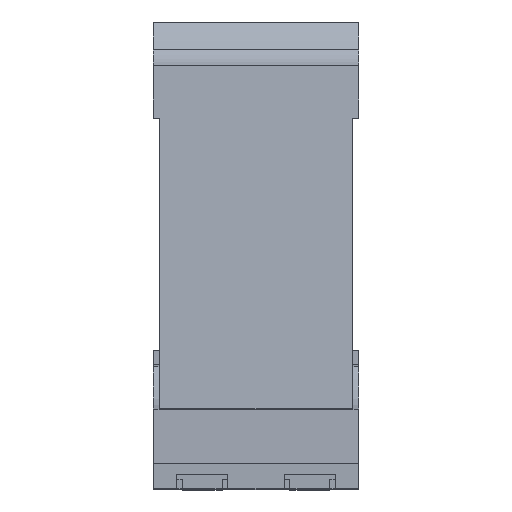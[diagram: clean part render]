
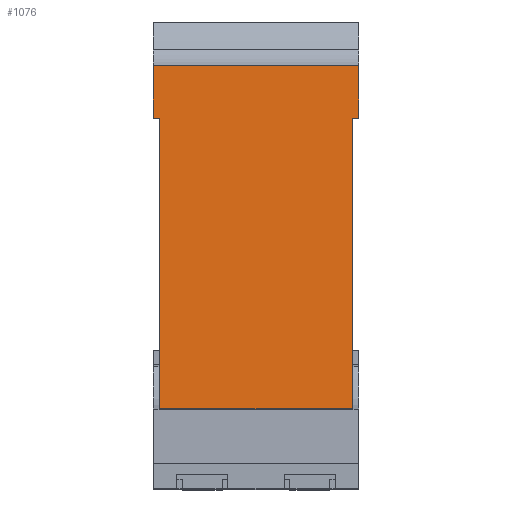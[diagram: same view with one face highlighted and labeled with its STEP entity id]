
A CAD part, top view. The second image highlights one B-rep face of the part: STEP entity #1076.
In plain terms, the highlighted planar face has unit normal (0, 0.064, 0.998).
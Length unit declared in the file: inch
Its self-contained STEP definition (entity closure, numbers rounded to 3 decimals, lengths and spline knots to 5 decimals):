
#44 = EDGE_CURVE ( 'NONE', #1359, #2616, #1182, .T. ) ;
#103 = EDGE_LOOP ( 'NONE', ( #2652, #2390, #1406, #1243, #188, #2051, #980, #725 ) ) ;
#161 = CARTESIAN_POINT ( 'NONE',  ( -1.28937, 0.41929, 3.54509 ) ) ;
#188 = ORIENTED_EDGE ( 'NONE', *, *, #2843, .F. ) ;
#211 = LINE ( 'NONE', #3473, #3133 ) ;
#229 = DIRECTION ( 'NONE',  ( 0., 0.998, -0.064 ) ) ;
#287 = DIRECTION ( 'NONE',  ( 0., -0.998, 0.064 ) ) ;
#339 = PLANE ( 'NONE',  #614 ) ;
#438 = VECTOR ( 'NONE', #3386, 39.37008 ) ;
#594 = CARTESIAN_POINT ( 'NONE',  ( -1.28937, -3.47799, 3.79521 ) ) ;
#614 = AXIS2_PLACEMENT_3D ( 'NONE', #594, #3237, #287 ) ;
#725 = ORIENTED_EDGE ( 'NONE', *, *, #2026, .F. ) ;
#767 = CARTESIAN_POINT ( 'NONE',  ( -1.37795, 1.12961, 3.49951 ) ) ;
#907 = DIRECTION ( 'NONE',  ( 0., -0.998, 0.064 ) ) ;
#931 = CARTESIAN_POINT ( 'NONE',  ( -1.28937, 1.12961, 3.49951 ) ) ;
#932 = VERTEX_POINT ( 'NONE', #767 ) ;
#967 = EDGE_CURVE ( 'NONE', #2380, #932, #3166, .T. ) ;
#980 = ORIENTED_EDGE ( 'NONE', *, *, #3358, .F. ) ;
#1076 = ADVANCED_FACE ( 'NONE', ( #2165 ), #339, .F. ) ;
#1081 = CARTESIAN_POINT ( 'NONE',  ( 1.37795, 1.12961, 3.49951 ) ) ;
#1100 = LINE ( 'NONE', #2737, #2799 ) ;
#1135 = CARTESIAN_POINT ( 'NONE',  ( 1.28937, 0.41929, 3.54509 ) ) ;
#1162 = CARTESIAN_POINT ( 'NONE',  ( -1.28937, 0.41929, 3.54509 ) ) ;
#1179 = LINE ( 'NONE', #2255, #3474 ) ;
#1182 = LINE ( 'NONE', #2482, #3131 ) ;
#1243 = ORIENTED_EDGE ( 'NONE', *, *, #44, .T. ) ;
#1271 = CARTESIAN_POINT ( 'NONE',  ( 1.28937, -3.47799, 3.79521 ) ) ;
#1359 = VERTEX_POINT ( 'NONE', #2102 ) ;
#1406 = ORIENTED_EDGE ( 'NONE', *, *, #3055, .F. ) ;
#1409 = VERTEX_POINT ( 'NONE', #1081 ) ;
#1565 = VECTOR ( 'NONE', #2319, 39.37008 ) ;
#1572 = LINE ( 'NONE', #2354, #1565 ) ;
#1750 = LINE ( 'NONE', #161, #2407 ) ;
#1825 = VERTEX_POINT ( 'NONE', #1135 ) ;
#2007 = VERTEX_POINT ( 'NONE', #2857 ) ;
#2026 = EDGE_CURVE ( 'NONE', #932, #1409, #2275, .T. ) ;
#2036 = EDGE_CURVE ( 'NONE', #2007, #1825, #1750, .T. ) ;
#2051 = ORIENTED_EDGE ( 'NONE', *, *, #2036, .F. ) ;
#2102 = CARTESIAN_POINT ( 'NONE',  ( -1.28937, -3.47799, 3.79521 ) ) ;
#2154 = DIRECTION ( 'NONE',  ( 0., -0.998, 0.064 ) ) ;
#2165 = FACE_OUTER_BOUND ( 'NONE', #103, .T. ) ;
#2191 = VECTOR ( 'NONE', #229, 39.37008 ) ;
#2255 = CARTESIAN_POINT ( 'NONE',  ( 1.28937, -3.47799, 3.79521 ) ) ;
#2270 = DIRECTION ( 'NONE',  ( 1., 0., 0. ) ) ;
#2275 = LINE ( 'NONE', #931, #438 ) ;
#2319 = DIRECTION ( 'NONE',  ( -1., 0., 0. ) ) ;
#2354 = CARTESIAN_POINT ( 'NONE',  ( -1.28937, 0.41929, 3.54509 ) ) ;
#2380 = VERTEX_POINT ( 'NONE', #3341 ) ;
#2390 = ORIENTED_EDGE ( 'NONE', *, *, #2588, .F. ) ;
#2407 = VECTOR ( 'NONE', #2554, 39.37008 ) ;
#2422 = VERTEX_POINT ( 'NONE', #1162 ) ;
#2482 = CARTESIAN_POINT ( 'NONE',  ( -1.37795, -3.47799, 3.79521 ) ) ;
#2554 = DIRECTION ( 'NONE',  ( -1., 0., 0. ) ) ;
#2588 = EDGE_CURVE ( 'NONE', #2422, #2380, #1572, .T. ) ;
#2616 = VERTEX_POINT ( 'NONE', #1271 ) ;
#2652 = ORIENTED_EDGE ( 'NONE', *, *, #967, .F. ) ;
#2737 = CARTESIAN_POINT ( 'NONE',  ( -1.28937, -3.47799, 3.79521 ) ) ;
#2799 = VECTOR ( 'NONE', #2967, 39.37008 ) ;
#2843 = EDGE_CURVE ( 'NONE', #1825, #2616, #1179, .T. ) ;
#2857 = CARTESIAN_POINT ( 'NONE',  ( 1.37795, 0.41929, 3.54509 ) ) ;
#2904 = CARTESIAN_POINT ( 'NONE',  ( -1.37795, -3.47799, 3.79521 ) ) ;
#2967 = DIRECTION ( 'NONE',  ( 0., 0.998, -0.064 ) ) ;
#3055 = EDGE_CURVE ( 'NONE', #1359, #2422, #1100, .T. ) ;
#3131 = VECTOR ( 'NONE', #2270, 39.37008 ) ;
#3133 = VECTOR ( 'NONE', #2154, 39.37008 ) ;
#3166 = LINE ( 'NONE', #2904, #2191 ) ;
#3237 = DIRECTION ( 'NONE',  ( 0., -0.064, -0.998 ) ) ;
#3341 = CARTESIAN_POINT ( 'NONE',  ( -1.37795, 0.41929, 3.54509 ) ) ;
#3358 = EDGE_CURVE ( 'NONE', #1409, #2007, #211, .T. ) ;
#3386 = DIRECTION ( 'NONE',  ( 1., 0., 0. ) ) ;
#3473 = CARTESIAN_POINT ( 'NONE',  ( 1.37795, -3.47799, 3.79521 ) ) ;
#3474 = VECTOR ( 'NONE', #907, 39.37008 ) ;
